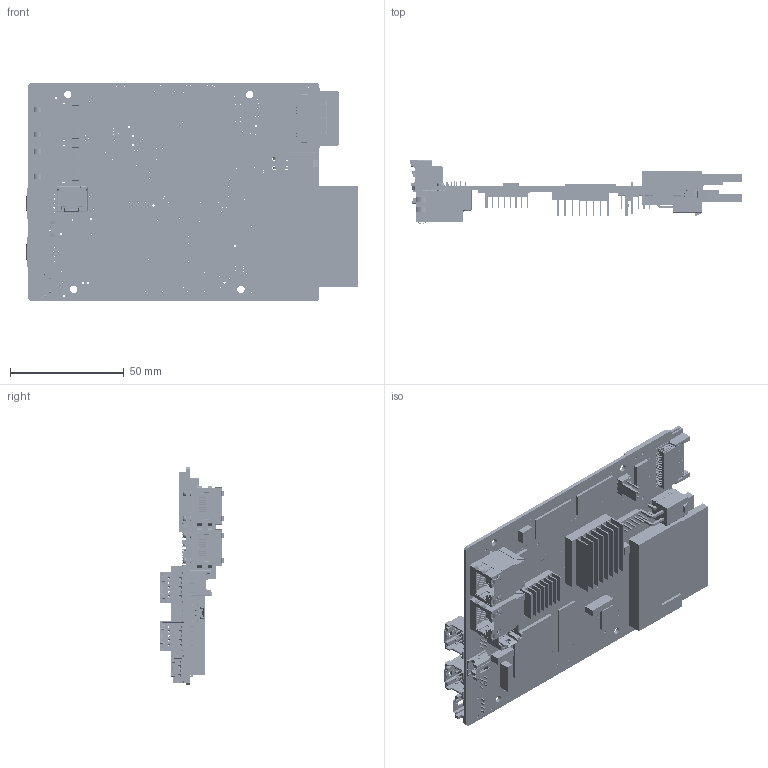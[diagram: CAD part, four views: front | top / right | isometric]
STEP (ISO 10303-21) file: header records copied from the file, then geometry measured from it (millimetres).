
FILE_DESCRIPTION(/* description */ ('','CAx-IF Rec.Pracs.---Representation and Presentation of Product Manufacturing Information (PMI)---4.0---2014-10-13'),/* implementation_level */ '2;1');
FILE_NAME(/* name */ 'Part24.stp',/* time_stamp */ '2020-07-23T11:07:31+01:00',/* author */ ('pgt'),/* organization */ (''),/* preprocessor_version */ 'ST-DEVELOPER v18',/* originating_system */ 'Autodesk Inventor 2020',/* authorisation */ '');
FILE_SCHEMA (('AP242_MANAGED_MODEL_BASED_3D_ENGINEERING_MIM_LF { 1 0 10303 442 1 1 4 }'));
Products named in the file (1): Part24
Bounding box: 146.12 x 28.46 x 96.14 mm (x, y, z)
Volume: 58984.7 mm3; surface area: 57924.8 mm2
Topology: 2 solids, 147 shells, 6847 faces, 20187 edges, 14052 vertices
Faces by surface type: plane 4922, cylinder 1747, cone 152, bspline 16, sphere 6, torus 4
Full cylindrical faces by diameter (mm): 0.203 x1138, 0.5 x93, 0.762 x8, 0.8 x24, 0.813 x2, 0.889 x20, 0.94 x6, 1 x5, 1.016 x18, 1.092 x1, 1.194 x3, 1.219 x4, 1.321 x1, 1.499 x2, 1.5 x1, 1.575 x4, 1.599 x2, 1.6 x1, 1.702 x4, 1.778 x4, 2.21 x4, 3.2 x4, 3.251 x4
Entity records: 240949 total; most frequent: CARTESIAN_POINT 42387, ORIENTED_EDGE 40198, DIRECTION 39981, EDGE_CURVE 20099, VERTEX_POINT 14052, LINE 13773, VECTOR 13773, AXIS2_PLACEMENT_3D 13104
